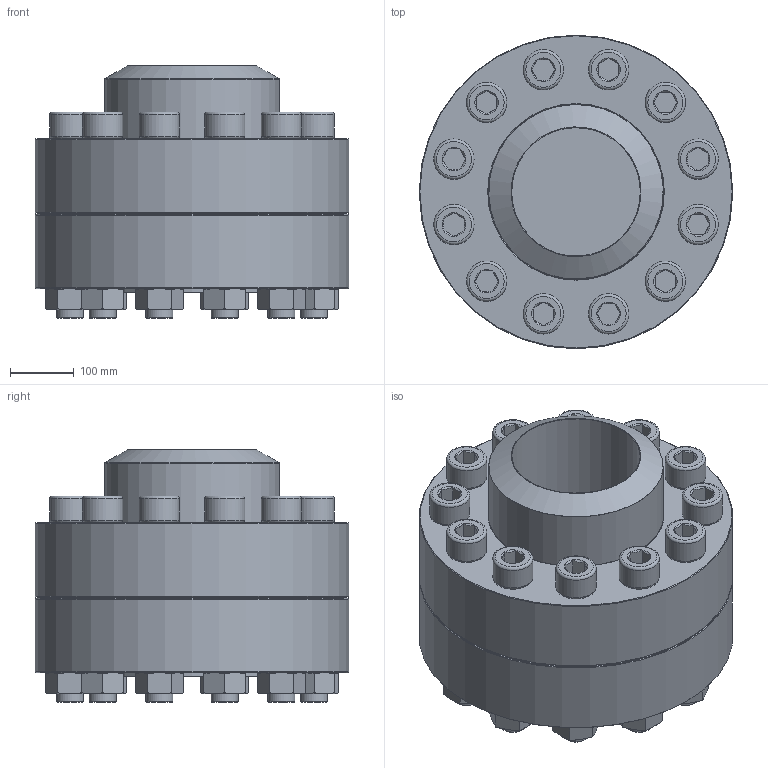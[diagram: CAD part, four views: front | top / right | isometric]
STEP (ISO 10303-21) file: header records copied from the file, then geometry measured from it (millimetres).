
FILE_DESCRIPTION(/* description */ (''),/* implementation_level */ '2;1');
FILE_NAME(/* name */ 'FKB200-301.stp',/* time_stamp */ '2025-01-07T12:54:34+01:00',/* author */ (''),/* organization */ (''),/* preprocessor_version */ 'ST-DEVELOPER v16',/* originating_system */ 'SIEMENS PLM Software NX 10.0',/* authorisation */ '');
FILE_SCHEMA (('AUTOMOTIVE_DESIGN { 1 0 10303 214 3 1 1 1 }'));
Length unit declared in the file: millimetre
Products named in the file (7): X-FK_blind; AVIT_X-O; X-FA; X-FKV_rund; X-Schraube; X-Mutter; FKB_rund
Assembly tree (29 placements, depth 2):
  FKB_rund
    X-Mutter  x12
    X-Schraube  x12
    X-FKV_rund  x2
    X-FA
    AVIT_X-O
    X-FK_blind
Bounding box: 490 x 490 x 394 mm (x, y, z)
Volume: 45846867.8 mm3; surface area: 3014636 mm2
Topology: 29 solids, 29 shells, 663 faces, 1329 edges, 752 vertices
Faces by surface type: cone 318, plane 230, cylinder 86, torus 29
Full cylindrical faces by diameter (mm): 36.95 x12, 42 x24, 43 x24, 63 x12, 201 x1, 215.3 x1, 230.678 x1, 273 x1, 273.5 x2, 274 x2, 340 x2, 341 x2, 490 x2
Entity records: 3157 total; most frequent: CARTESIAN_POINT 560, DIRECTION 552, ORIENTED_EDGE 328, AXIS2_PLACEMENT_3D 267, EDGE_LOOP 230, FACE_BOUND 197, EDGE_CURVE 164, VERTEX_POINT 135
